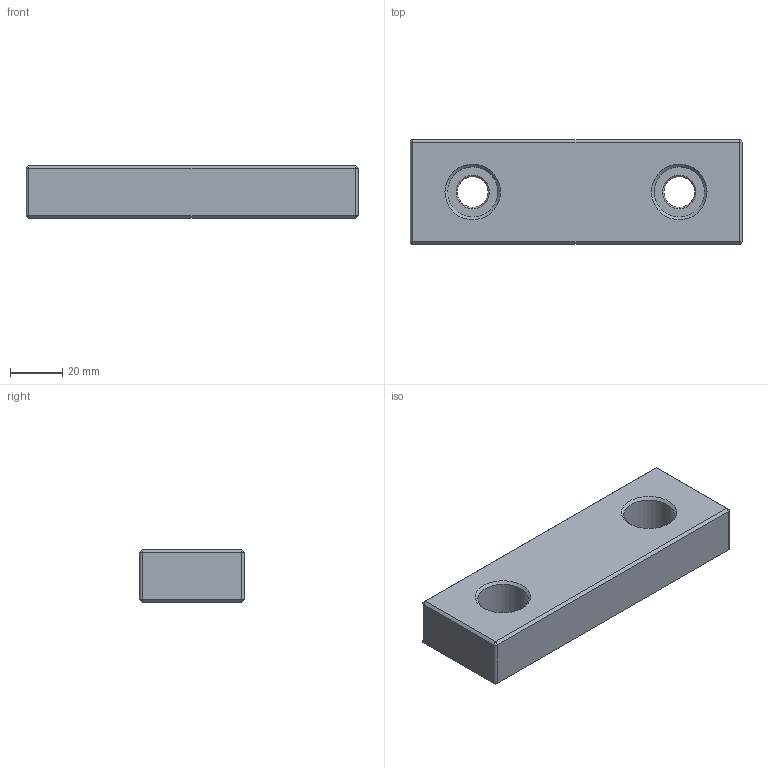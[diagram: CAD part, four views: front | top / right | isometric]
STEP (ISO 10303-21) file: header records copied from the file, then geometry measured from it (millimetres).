
FILE_DESCRIPTION(('FreeCAD Model'),'2;1');
FILE_NAME( 'sym_softjaw_metric.step', '2017-10-20T08:18:20',('Author'),(''), 'Open CASCADE STEP processor 6.9','FreeCAD','Unknown');
FILE_SCHEMA(('AUTOMOTIVE_DESIGN { 1 0 10303 214 1 1 1 1 }'));
Length unit declared in the file: millimetre
Products named in the file (1): Chamfer001
Bounding box: 127 x 40 x 20 mm (x, y, z)
Volume: 91355.6 mm3; surface area: 18051.5 mm2
Topology: 1 solids, 1 shells, 38 faces, 80 edges, 38 vertices
Faces by surface type: plane 16, cone 14, cylinder 8
Full cylindrical faces by diameter (mm): 11.75 x2, 19.25 x2
Entity records: 1851 total; most frequent: CARTESIAN_POINT 361, DIRECTION 268, ORIENTED_EDGE 144, PCURVE 144, DEFINITIONAL_REPRESENTATION 144, LINE 142, VECTOR 142, EDGE_CURVE 72
